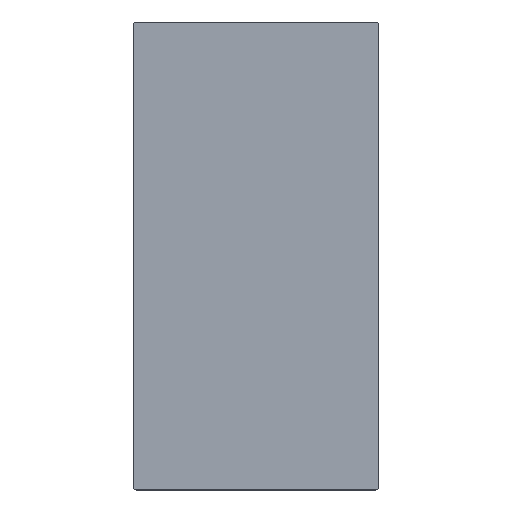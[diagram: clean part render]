
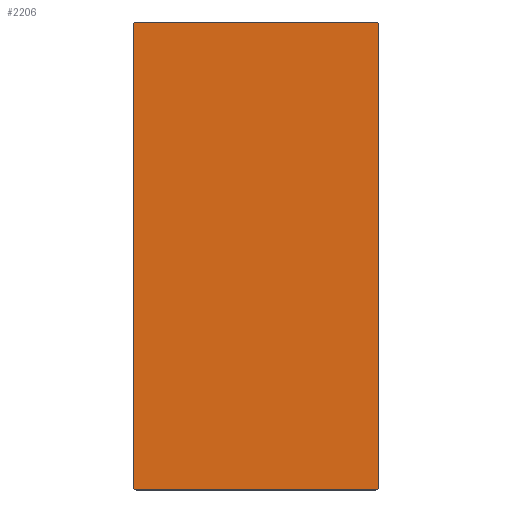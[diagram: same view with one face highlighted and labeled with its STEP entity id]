
A CAD part, left-side view. The second image highlights one B-rep face of the part: STEP entity #2206.
In plain terms, the highlighted planar face has unit normal (-1, 0, 0).
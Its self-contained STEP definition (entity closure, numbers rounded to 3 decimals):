
#30 = ORIENTED_EDGE ( 'NONE', *, *, #1862, .T. ) ;
#62 = CARTESIAN_POINT ( 'NONE',  ( -0.775, -0.22, 0.43 ) ) ;
#160 = LINE ( 'NONE', #3036, #2866 ) ;
#204 = AXIS2_PLACEMENT_3D ( 'NONE', #2596, #2057, #1401 ) ;
#224 = EDGE_CURVE ( 'NONE', #1381, #896, #160, .T. ) ;
#250 = DIRECTION ( 'NONE',  ( 1., 0., 0. ) ) ;
#258 = VERTEX_POINT ( 'NONE', #1817 ) ;
#272 = DIRECTION ( 'NONE',  ( 0., 0., -1. ) ) ;
#279 = CARTESIAN_POINT ( 'NONE',  ( -0.775, -0.225, -0.425 ) ) ;
#374 = VERTEX_POINT ( 'NONE', #62 ) ;
#389 = CARTESIAN_POINT ( 'NONE',  ( -0.775, 0.225, -0.425 ) ) ;
#419 = DIRECTION ( 'NONE',  ( -1., 0., 0. ) ) ;
#512 = VERTEX_POINT ( 'NONE', #2734 ) ;
#564 = CARTESIAN_POINT ( 'NONE',  ( -0.775, 0.225, -0.425 ) ) ;
#570 = ORIENTED_EDGE ( 'NONE', *, *, #1913, .T. ) ;
#624 = DIRECTION ( 'NONE',  ( 0., 0., -1. ) ) ;
#639 = EDGE_LOOP ( 'NONE', ( #1881, #30, #826, #2174, #1917, #570, #3101, #1033 ) ) ;
#657 = AXIS2_PLACEMENT_3D ( 'NONE', #2393, #250, #272 ) ;
#662 = LINE ( 'NONE', #564, #816 ) ;
#727 = DIRECTION ( 'NONE',  ( 0., 0., -1. ) ) ;
#784 = DIRECTION ( 'NONE',  ( 0., 1., 0. ) ) ;
#816 = VECTOR ( 'NONE', #2001, 1000. ) ;
#826 = ORIENTED_EDGE ( 'NONE', *, *, #2855, .T. ) ;
#873 = DIRECTION ( 'NONE',  ( -1., 0., 0. ) ) ;
#896 = VERTEX_POINT ( 'NONE', #2871 ) ;
#926 = EDGE_CURVE ( 'NONE', #2131, #512, #2631, .T. ) ;
#1023 = CARTESIAN_POINT ( 'NONE',  ( -0.775, 0.22, -0.425 ) ) ;
#1033 = ORIENTED_EDGE ( 'NONE', *, *, #1308, .T. ) ;
#1051 = CIRCLE ( 'NONE', #2413, 0.005 ) ;
#1082 = FACE_OUTER_BOUND ( 'NONE', #639, .T. ) ;
#1106 = CARTESIAN_POINT ( 'NONE',  ( -0.775, -0.22, 0.425 ) ) ;
#1217 = DIRECTION ( 'NONE',  ( 0., 0., -1. ) ) ;
#1295 = AXIS2_PLACEMENT_3D ( 'NONE', #2218, #1732, #727 ) ;
#1308 = EDGE_CURVE ( 'NONE', #1903, #1381, #1741, .T. ) ;
#1370 = EDGE_CURVE ( 'NONE', #2607, #512, #662, .T. ) ;
#1381 = VERTEX_POINT ( 'NONE', #279 ) ;
#1401 = DIRECTION ( 'NONE',  ( 0., 0., -1. ) ) ;
#1441 = DIRECTION ( 'NONE',  ( 0., 1., 0. ) ) ;
#1522 = DIRECTION ( 'NONE',  ( 0., 0., 1. ) ) ;
#1538 = LINE ( 'NONE', #1546, #2860 ) ;
#1546 = CARTESIAN_POINT ( 'NONE',  ( -0.775, -0.225, -0.43 ) ) ;
#1687 = VECTOR ( 'NONE', #1441, 1000. ) ;
#1732 = DIRECTION ( 'NONE',  ( -1., 0., 0. ) ) ;
#1741 = CIRCLE ( 'NONE', #1295, 0.005 ) ;
#1817 = CARTESIAN_POINT ( 'NONE',  ( -0.775, 0.22, -0.43 ) ) ;
#1862 = EDGE_CURVE ( 'NONE', #896, #374, #1051, .T. ) ;
#1881 = ORIENTED_EDGE ( 'NONE', *, *, #224, .T. ) ;
#1903 = VERTEX_POINT ( 'NONE', #2832 ) ;
#1913 = EDGE_CURVE ( 'NONE', #2607, #258, #2703, .T. ) ;
#1917 = ORIENTED_EDGE ( 'NONE', *, *, #1370, .F. ) ;
#2001 = DIRECTION ( 'NONE',  ( 0., 0., 1. ) ) ;
#2057 = DIRECTION ( 'NONE',  ( -1., 0., 0. ) ) ;
#2131 = VERTEX_POINT ( 'NONE', #2711 ) ;
#2174 = ORIENTED_EDGE ( 'NONE', *, *, #926, .T. ) ;
#2206 = ADVANCED_FACE ( 'NONE', ( #1082 ), #2819, .F. ) ;
#2218 = CARTESIAN_POINT ( 'NONE',  ( -0.775, -0.22, -0.425 ) ) ;
#2352 = LINE ( 'NONE', #3163, #1687 ) ;
#2393 = CARTESIAN_POINT ( 'NONE',  ( -0.775, 0.225, -0.425 ) ) ;
#2413 = AXIS2_PLACEMENT_3D ( 'NONE', #1106, #419, #624 ) ;
#2423 = EDGE_CURVE ( 'NONE', #1903, #258, #1538, .T. ) ;
#2596 = CARTESIAN_POINT ( 'NONE',  ( -0.775, 0.22, 0.425 ) ) ;
#2607 = VERTEX_POINT ( 'NONE', #389 ) ;
#2631 = CIRCLE ( 'NONE', #204, 0.005 ) ;
#2703 = CIRCLE ( 'NONE', #2758, 0.005 ) ;
#2711 = CARTESIAN_POINT ( 'NONE',  ( -0.775, 0.22, 0.43 ) ) ;
#2734 = CARTESIAN_POINT ( 'NONE',  ( -0.775, 0.225, 0.425 ) ) ;
#2758 = AXIS2_PLACEMENT_3D ( 'NONE', #1023, #873, #1217 ) ;
#2819 = PLANE ( 'NONE',  #657 ) ;
#2832 = CARTESIAN_POINT ( 'NONE',  ( -0.775, -0.22, -0.43 ) ) ;
#2855 = EDGE_CURVE ( 'NONE', #374, #2131, #2352, .T. ) ;
#2860 = VECTOR ( 'NONE', #784, 1000. ) ;
#2866 = VECTOR ( 'NONE', #1522, 1000. ) ;
#2871 = CARTESIAN_POINT ( 'NONE',  ( -0.775, -0.225, 0.425 ) ) ;
#3036 = CARTESIAN_POINT ( 'NONE',  ( -0.775, -0.225, -0.425 ) ) ;
#3101 = ORIENTED_EDGE ( 'NONE', *, *, #2423, .F. ) ;
#3163 = CARTESIAN_POINT ( 'NONE',  ( -0.775, -0.225, 0.43 ) ) ;
